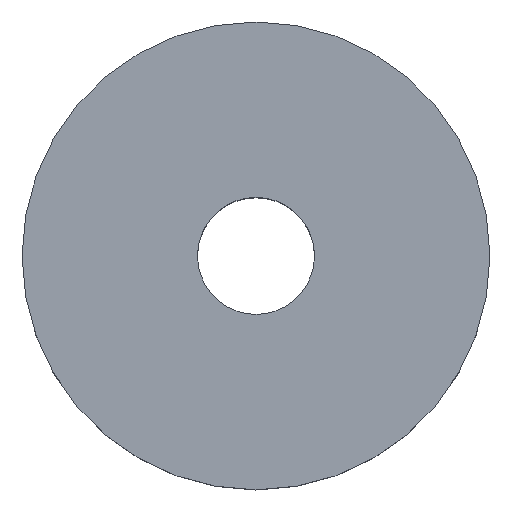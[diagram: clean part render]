
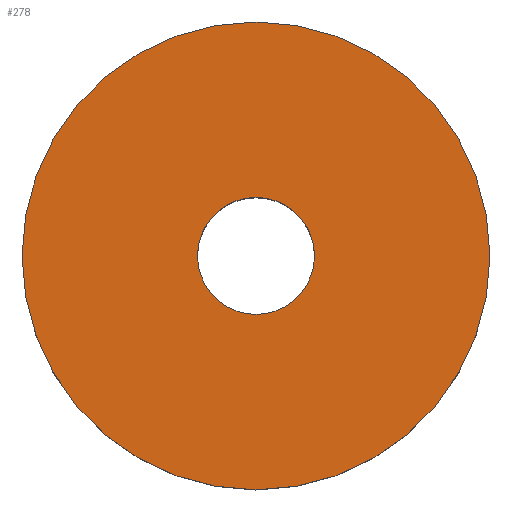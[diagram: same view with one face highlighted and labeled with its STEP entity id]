
A CAD part, top view. The second image highlights one B-rep face of the part: STEP entity #278.
In plain terms, the highlighted planar face has unit normal (0, 0, 1).
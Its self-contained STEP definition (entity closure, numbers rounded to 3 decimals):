
#5 = CARTESIAN_POINT ( 'NONE',  ( -0.5, 0., -2. ) ) ;
#10 = CARTESIAN_POINT ( 'NONE',  ( 0.5, 0., -2. ) ) ;
#15 = DIRECTION ( 'NONE',  ( 0., 0., -1. ) ) ;
#18 = AXIS2_PLACEMENT_3D ( 'NONE', #251, #22, #273 ) ;
#19 = ORIENTED_EDGE ( 'NONE', *, *, #167, .F. ) ;
#22 = DIRECTION ( 'NONE',  ( 0., 0., -1. ) ) ;
#26 = EDGE_CURVE ( 'NONE', #239, #140, #53, .T. ) ;
#38 = EDGE_CURVE ( 'NONE', #140, #239, #231, .T. ) ;
#45 = DIRECTION ( 'NONE',  ( 1., 0., 0. ) ) ;
#46 = FACE_OUTER_BOUND ( 'NONE', #210, .T. ) ;
#49 = AXIS2_PLACEMENT_3D ( 'NONE', #69, #272, #45 ) ;
#53 = CIRCLE ( 'NONE', #49, 0.5 ) ;
#54 = CARTESIAN_POINT ( 'NONE',  ( 0., 0., -2. ) ) ;
#61 = DIRECTION ( 'NONE',  ( 1., 0., 0. ) ) ;
#65 = EDGE_CURVE ( 'NONE', #254, #289, #121, .T. ) ;
#69 = CARTESIAN_POINT ( 'NONE',  ( 0., 0., -2. ) ) ;
#94 = CIRCLE ( 'NONE', #183, 2. ) ;
#99 = FACE_BOUND ( 'NONE', #232, .T. ) ;
#121 = CIRCLE ( 'NONE', #240, 2. ) ;
#129 = CARTESIAN_POINT ( 'NONE',  ( 0., 0., -2. ) ) ;
#140 = VERTEX_POINT ( 'NONE', #5 ) ;
#144 = ORIENTED_EDGE ( 'NONE', *, *, #38, .F. ) ;
#156 = CARTESIAN_POINT ( 'NONE',  ( -2., 0., -2. ) ) ;
#167 = EDGE_CURVE ( 'NONE', #289, #254, #94, .T. ) ;
#183 = AXIS2_PLACEMENT_3D ( 'NONE', #54, #281, #196 ) ;
#185 = PLANE ( 'NONE',  #18 ) ;
#196 = DIRECTION ( 'NONE',  ( -1., 0., 0. ) ) ;
#198 = AXIS2_PLACEMENT_3D ( 'NONE', #129, #202, #61 ) ;
#202 = DIRECTION ( 'NONE',  ( 0., 0., 1. ) ) ;
#207 = CARTESIAN_POINT ( 'NONE',  ( 0., 0., -2. ) ) ;
#210 = EDGE_LOOP ( 'NONE', ( #19, #219 ) ) ;
#219 = ORIENTED_EDGE ( 'NONE', *, *, #65, .F. ) ;
#231 = CIRCLE ( 'NONE', #198, 0.5 ) ;
#232 = EDGE_LOOP ( 'NONE', ( #263, #144 ) ) ;
#239 = VERTEX_POINT ( 'NONE', #10 ) ;
#240 = AXIS2_PLACEMENT_3D ( 'NONE', #207, #15, #266 ) ;
#251 = CARTESIAN_POINT ( 'NONE',  ( 0., 0.5, -2. ) ) ;
#254 = VERTEX_POINT ( 'NONE', #156 ) ;
#263 = ORIENTED_EDGE ( 'NONE', *, *, #26, .F. ) ;
#266 = DIRECTION ( 'NONE',  ( -1., 0., 0. ) ) ;
#271 = CARTESIAN_POINT ( 'NONE',  ( 2., 0., -2. ) ) ;
#272 = DIRECTION ( 'NONE',  ( 0., 0., 1. ) ) ;
#273 = DIRECTION ( 'NONE',  ( -1., 0., 0. ) ) ;
#278 = ADVANCED_FACE ( 'NONE', ( #99, #46 ), #185, .F. ) ;
#281 = DIRECTION ( 'NONE',  ( 0., 0., -1. ) ) ;
#289 = VERTEX_POINT ( 'NONE', #271 ) ;
